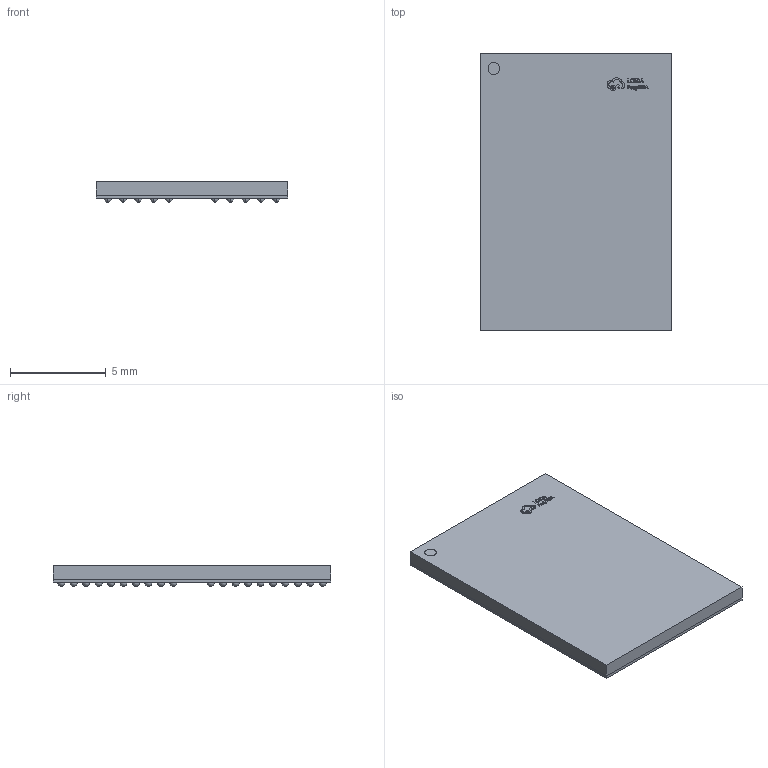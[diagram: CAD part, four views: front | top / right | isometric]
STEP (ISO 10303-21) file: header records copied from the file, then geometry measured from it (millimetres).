
FILE_DESCRIPTION (( 'STEP AP214' ), '1' );
FILE_NAME ('FBGA-200_L14.5-W10.0_RS512M32LM4D2BDS-53BT.step', '2022-06-22T14:40:49', ( '' ), ( '' ), 'SwSTEP 2.0', 'SolidWorks 2020', '' );
FILE_SCHEMA (( 'AUTOMOTIVE_DESIGN' ));
Length unit declared in the file: millimetre
Products named in the file (1): FBGA-200_L14.5-W10.0_RS512M32LM4D2BDS-53BT
Bounding box: 10 x 14.5 x 1.09 mm (x, y, z)
Volume: 126.7 mm3; surface area: 654.2 mm2
Topology: 2 solids, 2 shells, 702 faces, 2610 edges, 1740 vertices
Faces by surface type: sphere 400, plane 188, bspline 112, cylinder 2
Entity records: 29515 total; most frequent: CARTESIAN_POINT 5557, DIRECTION 3368, ORIENTED_EDGE 3220, EDGE_CURVE 1610, AXIS2_PLACEMENT_3D 1395, VERTEX_POINT 1140, EDGE_LOOP 930, CIRCLE 804
